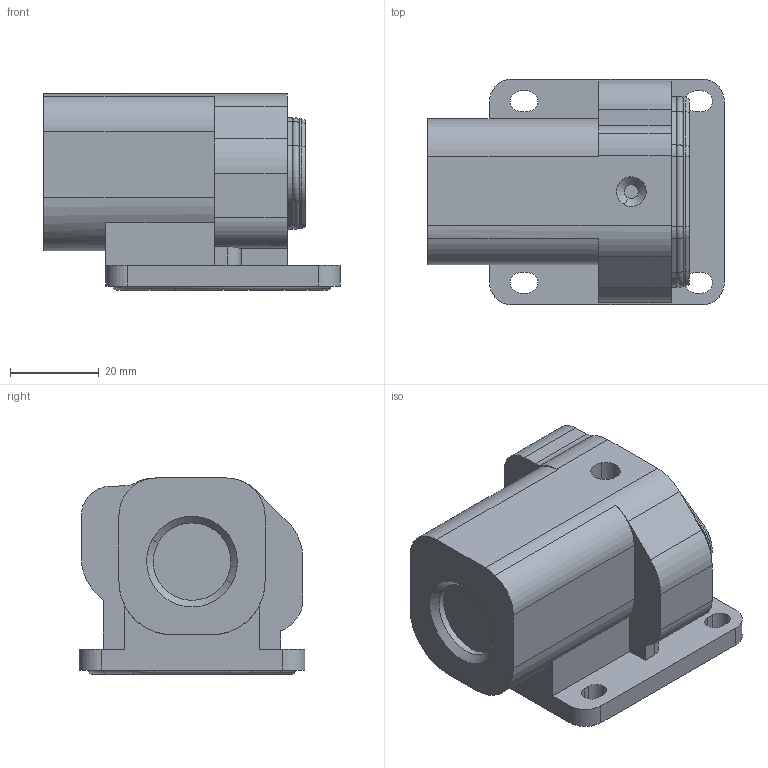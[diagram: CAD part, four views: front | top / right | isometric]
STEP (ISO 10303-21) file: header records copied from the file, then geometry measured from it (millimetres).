
FILE_DESCRIPTION(('CATIA V5 STEP','CAx-IF Rec.Pracs.--- Model Styling and Organization---1.2---2011-12-15'),'2;1');
FILE_NAME ('13480893_2', '2018-08-24T10:44:22+00:00', ('none'), ('Weidmueller'), 'CATIA Version 5-6 Release 2014 SP4 HF52', 'CATIA V5 STEP AP214', 'none');
FILE_SCHEMA(('AUTOMOTIVE_DESIGN { 1 0 10303 214 1 1 1 1 }'));
Length unit declared in the file: millimetre
Products named in the file (1): 1081490000
Bounding box: 67 x 51 x 44.3 mm (x, y, z)
Volume: 51819 mm3; surface area: 23098.5 mm2
Topology: 1 solids, 1 shells, 550 faces, 1307 edges, 760 vertices
Faces by surface type: bspline 252, plane 149, cylinder 115, cone 25, torus 9
Entity records: 21849 total; most frequent: CARTESIAN_POINT 12105, ORIENTED_EDGE 2606, EDGE_CURVE 1303, DIRECTION 1051, VERTEX_POINT 760, EDGE_LOOP 567, ADVANCED_FACE 550, FACE_OUTER_BOUND 550
